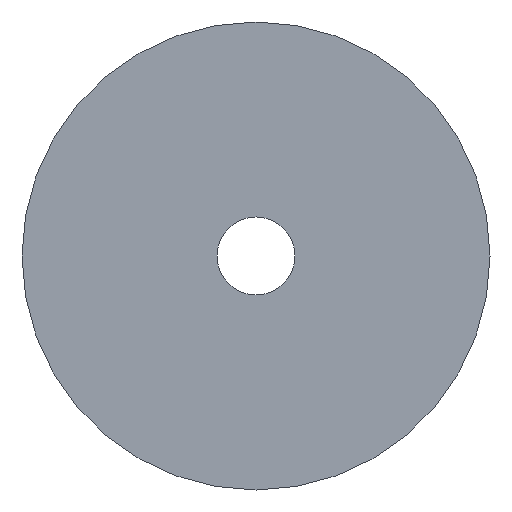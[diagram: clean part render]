
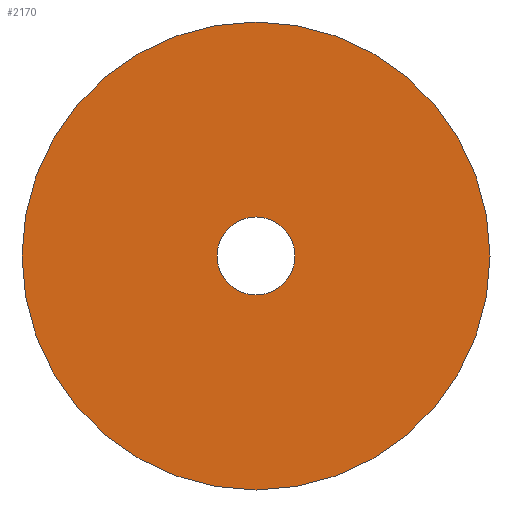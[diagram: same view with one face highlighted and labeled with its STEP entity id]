
A CAD part, left-side view. The second image highlights one B-rep face of the part: STEP entity #2170.
In plain terms, the highlighted planar face has unit normal (-1, 0, 0).
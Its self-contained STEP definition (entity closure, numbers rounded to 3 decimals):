
#811=CARTESIAN_POINT('',(-24.2,0.,0.));
#812=DIRECTION('',(1.,0.,0.));
#813=DIRECTION('',(0.,1.,0.));
#814=AXIS2_PLACEMENT_3D('',#811,#812,#813);
#816=CARTESIAN_POINT('',(-24.2,0.,0.));
#817=DIRECTION('',(1.,0.,0.));
#818=DIRECTION('',(0.,-1.,0.));
#819=AXIS2_PLACEMENT_3D('',#816,#817,#818);
#821=CARTESIAN_POINT('',(-24.2,0.,0.));
#822=DIRECTION('',(-1.,0.,0.));
#823=DIRECTION('',(0.,1.,0.));
#824=AXIS2_PLACEMENT_3D('',#821,#822,#823);
#826=CARTESIAN_POINT('',(-24.2,0.,0.));
#827=DIRECTION('',(-1.,0.,0.));
#828=DIRECTION('',(0.,-1.,0.));
#829=AXIS2_PLACEMENT_3D('',#826,#827,#828);
#969=CARTESIAN_POINT('',(-24.2,7.5,0.));
#970=CARTESIAN_POINT('',(-24.2,-7.5,0.));
#971=VERTEX_POINT('',#969);
#972=VERTEX_POINT('',#970);
#977=CARTESIAN_POINT('',(-24.2,1.25,0.));
#978=CARTESIAN_POINT('',(-24.2,-1.25,0.));
#979=VERTEX_POINT('',#977);
#980=VERTEX_POINT('',#978);
#2155=CARTESIAN_POINT('',(-24.2,0.,0.));
#2156=DIRECTION('',(-1.,0.,0.));
#2157=DIRECTION('',(0.,-1.,0.));
#2158=AXIS2_PLACEMENT_3D('',#2155,#2156,#2157);
#2159=PLANE('',#2158);
#2160=ORIENTED_EDGE('',*,*,#2135,.T.);
#2161=ORIENTED_EDGE('',*,*,#2149,.T.);
#2162=EDGE_LOOP('',(#2160,#2161));
#2163=FACE_OUTER_BOUND('',#2162,.F.);
#2165=ORIENTED_EDGE('',*,*,#2164,.T.);
#2167=ORIENTED_EDGE('',*,*,#2166,.T.);
#2168=EDGE_LOOP('',(#2165,#2167));
#2169=FACE_BOUND('',#2168,.F.);
#2170=ADVANCED_FACE('',(#2163,#2169),#2159,.T.);
#815=CIRCLE('',#814,7.5);
#820=CIRCLE('',#819,7.5);
#825=CIRCLE('',#824,1.25);
#830=CIRCLE('',#829,1.25);
#2135=EDGE_CURVE('',#971,#972,#815,.T.);
#2149=EDGE_CURVE('',#972,#971,#820,.T.);
#2164=EDGE_CURVE('',#979,#980,#825,.T.);
#2166=EDGE_CURVE('',#980,#979,#830,.T.);
